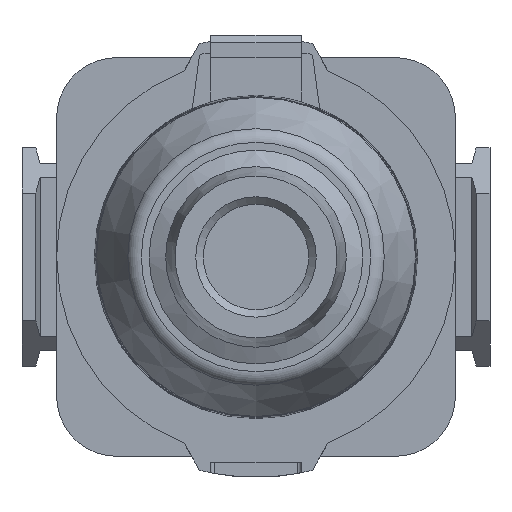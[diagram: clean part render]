
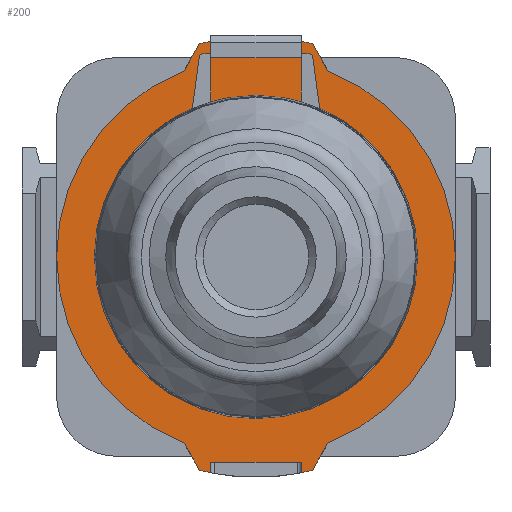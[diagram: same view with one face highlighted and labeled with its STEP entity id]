
A CAD part, front view. The second image highlights one B-rep face of the part: STEP entity #200.
In plain terms, the highlighted planar face has unit normal (0, -1, 0).
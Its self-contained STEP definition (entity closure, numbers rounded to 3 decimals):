
#200 = ADVANCED_FACE( '', ( #756, #757 ), #758, .F. );
#756 = FACE_BOUND( '', #1646, .T. );
#757 = FACE_OUTER_BOUND( '', #1647, .T. );
#758 = PLANE( '', #1648 );
#1646 = EDGE_LOOP( '', ( #3325 ) );
#1647 = EDGE_LOOP( '', ( #3326, #3327, #3328, #3329, #3330, #3331, #3332, #3333, #3334, #3335, #3336, #3337, #3338, #3339, #3340, #3341, #3342, #3343 ) );
#1648 = AXIS2_PLACEMENT_3D( '', #3344, #3345, #3346 );
#3325 = ORIENTED_EDGE( '', *, *, #5667, .T. );
#3326 = ORIENTED_EDGE( '', *, *, #6044, .F. );
#3327 = ORIENTED_EDGE( '', *, *, #6045, .T. );
#3328 = ORIENTED_EDGE( '', *, *, #6046, .T. );
#3329 = ORIENTED_EDGE( '', *, *, #5798, .F. );
#3330 = ORIENTED_EDGE( '', *, *, #5801, .F. );
#3331 = ORIENTED_EDGE( '', *, *, #5805, .F. );
#3332 = ORIENTED_EDGE( '', *, *, #5809, .F. );
#3333 = ORIENTED_EDGE( '', *, *, #5938, .F. );
#3334 = ORIENTED_EDGE( '', *, *, #5778, .F. );
#3335 = ORIENTED_EDGE( '', *, *, #6047, .T. );
#3336 = ORIENTED_EDGE( '', *, *, #5773, .T. );
#3337 = ORIENTED_EDGE( '', *, *, #5941, .F. );
#3338 = ORIENTED_EDGE( '', *, *, #6048, .F. );
#3339 = ORIENTED_EDGE( '', *, *, #6049, .F. );
#3340 = ORIENTED_EDGE( '', *, *, #6050, .F. );
#3341 = ORIENTED_EDGE( '', *, *, #5794, .F. );
#3342 = ORIENTED_EDGE( '', *, *, #6042, .F. );
#3343 = ORIENTED_EDGE( '', *, *, #6051, .F. );
#3344 = CARTESIAN_POINT( '', ( 0., -30.6, 0. ) );
#3345 = DIRECTION( '', ( 0., 1., 0. ) );
#3346 = DIRECTION( '', ( 0., 0., 1. ) );
#5667 = EDGE_CURVE( '', #6832, #6832, #6833, .T. );
#5773 = EDGE_CURVE( '', #7037, #7035, #7038, .T. );
#5778 = EDGE_CURVE( '', #7045, #7040, #7047, .T. );
#5794 = EDGE_CURVE( '', #7073, #7075, #7076, .T. );
#5798 = EDGE_CURVE( '', #7081, #7083, #7084, .T. );
#5801 = EDGE_CURVE( '', #7088, #7081, #7089, .T. );
#5805 = EDGE_CURVE( '', #7095, #7088, #7096, .T. );
#5809 = EDGE_CURVE( '', #7102, #7095, #7103, .T. );
#5938 = EDGE_CURVE( '', #7040, #7102, #7321, .T. );
#5941 = EDGE_CURVE( '', #7324, #7035, #7326, .T. );
#6042 = EDGE_CURVE( '', #7476, #7073, #7478, .T. );
#6044 = EDGE_CURVE( '', #7480, #7481, #7482, .T. );
#6045 = EDGE_CURVE( '', #7480, #7483, #7484, .T. );
#6046 = EDGE_CURVE( '', #7483, #7083, #7485, .T. );
#6047 = EDGE_CURVE( '', #7045, #7037, #7486, .T. );
#6048 = EDGE_CURVE( '', #7487, #7324, #7488, .T. );
#6049 = EDGE_CURVE( '', #7489, #7487, #7490, .T. );
#6050 = EDGE_CURVE( '', #7075, #7489, #7491, .T. );
#6051 = EDGE_CURVE( '', #7481, #7476, #7492, .T. );
#6832 = VERTEX_POINT( '', #8731 );
#6833 = CIRCLE( '', #8732, 21.482 );
#7035 = VERTEX_POINT( '', #9324 );
#7037 = VERTEX_POINT( '', #9327 );
#7038 = LINE( '', #9328, #9329 );
#7040 = VERTEX_POINT( '', #9332 );
#7045 = VERTEX_POINT( '', #9339 );
#7047 = LINE( '', #9342, #9343 );
#7073 = VERTEX_POINT( '', #9387 );
#7075 = VERTEX_POINT( '', #9390 );
#7076 = CIRCLE( '', #9391, 29.3 );
#7081 = VERTEX_POINT( '', #9397 );
#7083 = VERTEX_POINT( '', #9400 );
#7084 = CIRCLE( '', #9401, 29.3 );
#7088 = VERTEX_POINT( '', #9411 );
#7089 = LINE( '', #9412, #9413 );
#7095 = VERTEX_POINT( '', #9422 );
#7096 = CIRCLE( '', #9423, 26.5 );
#7102 = VERTEX_POINT( '', #9430 );
#7103 = LINE( '', #9431, #9432 );
#7321 = CIRCLE( '', #9765, 29.3 );
#7324 = VERTEX_POINT( '', #9768 );
#7326 = CIRCLE( '', #9771, 29.3 );
#7476 = VERTEX_POINT( '', #10199 );
#7478 = LINE( '', #10202, #10203 );
#7480 = VERTEX_POINT( '', #10206 );
#7481 = VERTEX_POINT( '', #10207 );
#7482 = LINE( '', #10208, #10209 );
#7483 = VERTEX_POINT( '', #10210 );
#7484 = LINE( '', #10211, #10212 );
#7485 = LINE( '', #10213, #10214 );
#7486 = LINE( '', #10215, #10216 );
#7487 = VERTEX_POINT( '', #10217 );
#7488 = LINE( '', #10218, #10219 );
#7489 = VERTEX_POINT( '', #10220 );
#7490 = CIRCLE( '', #10221, 26.5 );
#7491 = LINE( '', #10222, #10223 );
#7492 = LINE( '', #10224, #10225 );
#8731 = CARTESIAN_POINT( '', ( 0., -30.6, 21.482 ) );
#8732 = AXIS2_PLACEMENT_3D( '', #11812, #11813, #11814 );
#9324 = CARTESIAN_POINT( '', ( 6., -30.6, -28.679 ) );
#9327 = CARTESIAN_POINT( '', ( 6., -30.6, -27.3 ) );
#9328 = CARTESIAN_POINT( '', ( 6., -30.6, -27.3 ) );
#9329 = VECTOR( '', #11933, 1000. );
#9332 = CARTESIAN_POINT( '', ( -6., -30.6, -28.679 ) );
#9339 = CARTESIAN_POINT( '', ( -6., -30.6, -27.3 ) );
#9342 = CARTESIAN_POINT( '', ( -6., -30.6, -27.3 ) );
#9343 = VECTOR( '', #11938, 1000. );
#9387 = CARTESIAN_POINT( '', ( 6., -30.6, 28.679 ) );
#9390 = CARTESIAN_POINT( '', ( 7.5, -30.6, 28.324 ) );
#9391 = AXIS2_PLACEMENT_3D( '', #11960, #11961, #11962 );
#9397 = CARTESIAN_POINT( '', ( -7.5, -30.6, 28.324 ) );
#9400 = CARTESIAN_POINT( '', ( -6., -30.6, 28.679 ) );
#9401 = AXIS2_PLACEMENT_3D( '', #11968, #11969, #11970 );
#9411 = CARTESIAN_POINT( '', ( -9.59, -30.6, 24.704 ) );
#9412 = CARTESIAN_POINT( '', ( -9.59, -30.6, 24.704 ) );
#9413 = VECTOR( '', #11972, 1000. );
#9422 = CARTESIAN_POINT( '', ( -9.59, -30.6, -24.704 ) );
#9423 = AXIS2_PLACEMENT_3D( '', #11976, #11977, #11978 );
#9430 = CARTESIAN_POINT( '', ( -7.5, -30.6, -28.324 ) );
#9431 = CARTESIAN_POINT( '', ( -7.5, -30.6, -28.324 ) );
#9432 = VECTOR( '', #11986, 1000. );
#9765 = AXIS2_PLACEMENT_3D( '', #12141, #12142, #12143 );
#9768 = CARTESIAN_POINT( '', ( 7.5, -30.6, -28.324 ) );
#9771 = AXIS2_PLACEMENT_3D( '', #12148, #12149, #12150 );
#10199 = CARTESIAN_POINT( '', ( 6., -30.6, 28. ) );
#10202 = CARTESIAN_POINT( '', ( 6., -30.6, 27.3 ) );
#10203 = VECTOR( '', #12229, 1000. );
#10206 = CARTESIAN_POINT( '', ( -6., -30.6, 26.5 ) );
#10207 = CARTESIAN_POINT( '', ( 6., -30.6, 26.5 ) );
#10208 = CARTESIAN_POINT( '', ( 0., -30.6, 26.5 ) );
#10209 = VECTOR( '', #12231, 1000. );
#10210 = CARTESIAN_POINT( '', ( -6., -30.6, 28. ) );
#10211 = CARTESIAN_POINT( '', ( -6., -30.6, 27.3 ) );
#10212 = VECTOR( '', #12232, 1000. );
#10213 = CARTESIAN_POINT( '', ( -6., -30.6, 27.3 ) );
#10214 = VECTOR( '', #12233, 1000. );
#10215 = CARTESIAN_POINT( '', ( -6., -30.6, -27.3 ) );
#10216 = VECTOR( '', #12234, 1000. );
#10217 = CARTESIAN_POINT( '', ( 9.59, -30.6, -24.704 ) );
#10218 = CARTESIAN_POINT( '', ( 9.59, -30.6, -24.704 ) );
#10219 = VECTOR( '', #12235, 1000. );
#10220 = CARTESIAN_POINT( '', ( 9.59, -30.6, 24.704 ) );
#10221 = AXIS2_PLACEMENT_3D( '', #12236, #12237, #12238 );
#10222 = CARTESIAN_POINT( '', ( 7.5, -30.6, 28.324 ) );
#10223 = VECTOR( '', #12239, 1000. );
#10224 = CARTESIAN_POINT( '', ( 6., -30.6, 27.3 ) );
#10225 = VECTOR( '', #12240, 1000. );
#11812 = CARTESIAN_POINT( '', ( 0., -30.6, 0. ) );
#11813 = DIRECTION( '', ( 0., 1., 0. ) );
#11814 = DIRECTION( '', ( 0., 0., 1. ) );
#11933 = DIRECTION( '', ( 0., 0., -1. ) );
#11938 = DIRECTION( '', ( 0., 0., -1. ) );
#11960 = CARTESIAN_POINT( '', ( 0., -30.6, 0. ) );
#11961 = DIRECTION( '', ( 0., 1., 0. ) );
#11962 = DIRECTION( '', ( 1., 0., 0. ) );
#11968 = CARTESIAN_POINT( '', ( 0., -30.6, 0. ) );
#11969 = DIRECTION( '', ( 0., 1., 0. ) );
#11970 = DIRECTION( '', ( 1., 0., 0. ) );
#11972 = DIRECTION( '', ( 0.5, 0., 0.866 ) );
#11976 = CARTESIAN_POINT( '', ( 0., -30.6, 0. ) );
#11977 = DIRECTION( '', ( 0., 1., 0. ) );
#11978 = DIRECTION( '', ( 1., 0., 0. ) );
#11986 = DIRECTION( '', ( -0.5, 0., 0.866 ) );
#12141 = CARTESIAN_POINT( '', ( 0., -30.6, 0. ) );
#12142 = DIRECTION( '', ( 0., 1., 0. ) );
#12143 = DIRECTION( '', ( 1., 0., 0. ) );
#12148 = CARTESIAN_POINT( '', ( 0., -30.6, 0. ) );
#12149 = DIRECTION( '', ( 0., 1., 0. ) );
#12150 = DIRECTION( '', ( 1., 0., 0. ) );
#12229 = DIRECTION( '', ( 0., 0., 1. ) );
#12231 = DIRECTION( '', ( 1., 0., 0. ) );
#12232 = DIRECTION( '', ( 0., 0., 1. ) );
#12233 = DIRECTION( '', ( 0., 0., 1. ) );
#12234 = DIRECTION( '', ( 1., 0., 0. ) );
#12235 = DIRECTION( '', ( -0.5, 0., -0.866 ) );
#12236 = CARTESIAN_POINT( '', ( 0., -30.6, 0. ) );
#12237 = DIRECTION( '', ( 0., 1., 0. ) );
#12238 = DIRECTION( '', ( 1., 0., 0. ) );
#12239 = DIRECTION( '', ( 0.5, 0., -0.866 ) );
#12240 = DIRECTION( '', ( 0., 0., 1. ) );
